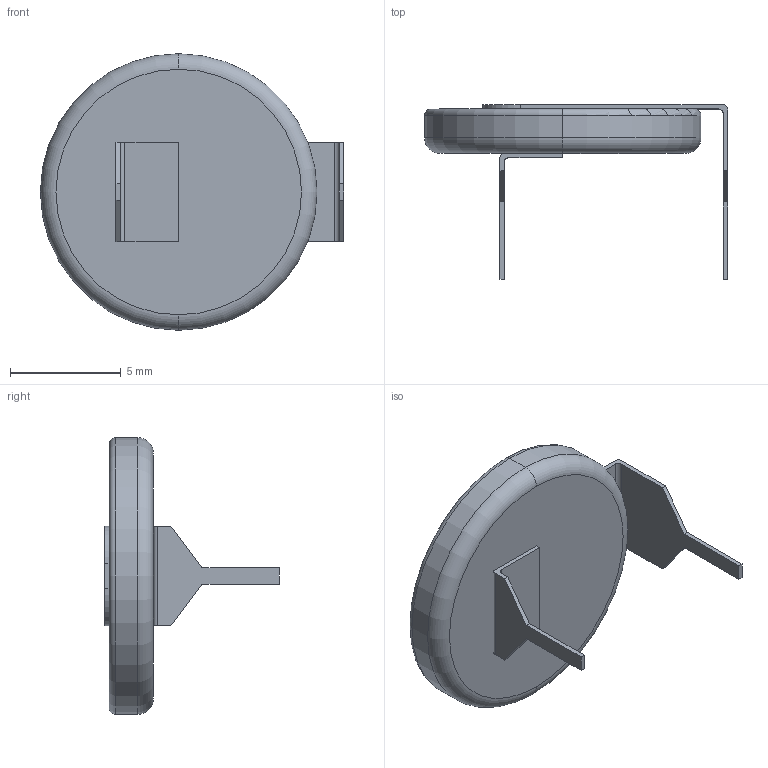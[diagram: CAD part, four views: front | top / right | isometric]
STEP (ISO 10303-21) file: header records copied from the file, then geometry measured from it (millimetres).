
FILE_DESCRIPTION (( 'STEP AP214' ), '1' );
FILE_NAME ('6CBAB887-FFFC-470C-A0BB-2D9EA4E19065.STEP', '2023-01-26T06:47:34', ( '' ), ( '' ), 'SwSTEP 2.0', 'SolidWorks 2022', '' );
FILE_SCHEMA (( 'AUTOMOTIVE_DESIGN' ));
Length unit declared in the file: millimetre
Products named in the file (1): 6CBAB887-FFFC-470C-A0BB-2D9EA4E19065
Bounding box: 13.7 x 7.9 x 12.5 mm (x, y, z)
Volume: 258.5 mm3; surface area: 391.1 mm2
Topology: 1 solids, 1 shells, 37 faces, 96 edges, 62 vertices
Faces by surface type: plane 25, cylinder 8, torus 4
Entity records: 1415 total; most frequent: DIRECTION 198, CARTESIAN_POINT 196, ORIENTED_EDGE 192, EDGE_CURVE 96, VECTOR 70, LINE 70, AXIS2_PLACEMENT_3D 64, VERTEX_POINT 62
